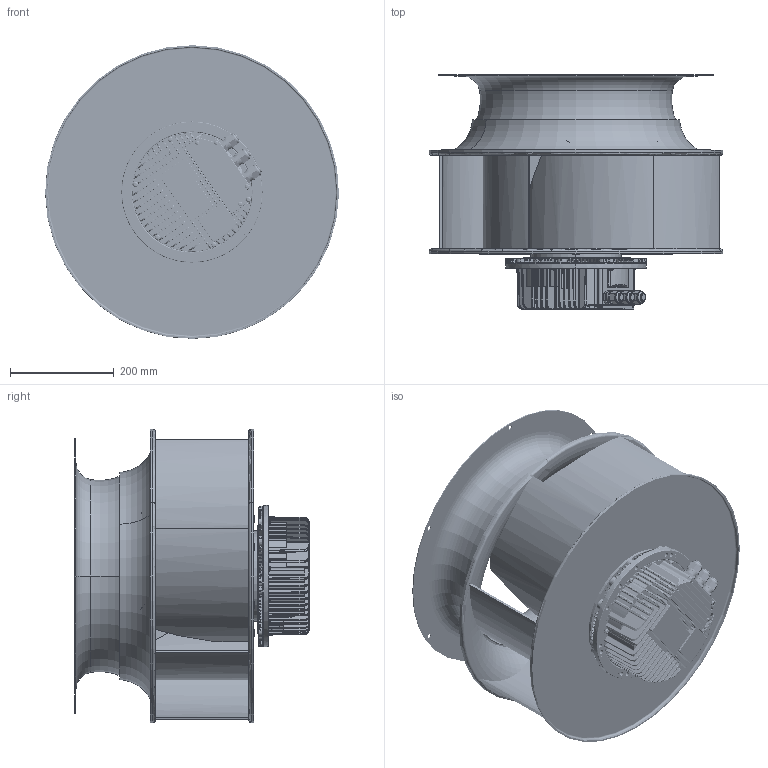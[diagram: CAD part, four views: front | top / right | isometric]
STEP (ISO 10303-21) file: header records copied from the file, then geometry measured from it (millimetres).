
FILE_DESCRIPTION((''),'2;1');
FILE_NAME('ASM0002_ASM','2017-11-07T',('CHESTER.YAN'),(''),'CREO PARAMETRIC BY PTC INC, 2015080','CREO PARAMETRIC BY PTC INC, 2015080','');
FILE_SCHEMA(('CONFIG_CONTROL_DESIGN'));
Products named in the file (18): PRT0005_1_1_1_1_1_1; PRT0005_1_2_1_1_1_1; PRT0005_1_3_1_1_1_1; PRT0005_1_ASM_1_1_ASM_1_1_ASM; PRT0006_1_1_2_1_1_1; PRT0006_1_1_2_2_1_1; PRT0006_1_1_2_3_1_1; PRT0006_1_1_2_4_1_1; PRT0006_1_1_2_5_1_1; PRT0006_1_1_2_6_1_1; PRT0006_1_1_2_7_1_1; PRT0006_1_1_2_ASM_1_1_ASM; OD150_CASE_1_1_1_1; ASM0003_ASM_1_1_ASM_1_1_ASM; ASM0001_ASM_1_1_ASM; PRT0002; 056_37R_NOZZLE_N5; ASM0002_ASM
Assembly tree (17 placements, depth 5):
  ASM0002_ASM
    ASM0001_ASM_1_1_ASM
      ASM0003_ASM_1_1_ASM_1_1_ASM
        PRT0005_1_ASM_1_1_ASM_1_1_ASM
          PRT0005_1_1_1_1_1_1
          PRT0005_1_2_1_1_1_1
          PRT0005_1_3_1_1_1_1
        PRT0006_1_1_2_ASM_1_1_ASM
          PRT0006_1_1_2_1_1_1
          PRT0006_1_1_2_2_1_1
          PRT0006_1_1_2_3_1_1
          PRT0006_1_1_2_4_1_1
          PRT0006_1_1_2_5_1_1
          PRT0006_1_1_2_6_1_1
          PRT0006_1_1_2_7_1_1
        OD150_CASE_1_1_1_1
    PRT0002
    056_37R_NOZZLE_N5
Bounding box: 566 x 452.1 x 566 mm (x, y, z)
Volume: 7454315.2 mm3; surface area: 2646343 mm2
Topology: 12 solids, 29 shells, 5804 faces, 14770 edges, 8936 vertices
Faces by surface type: cylinder 1712, bspline 1525, plane 1078, torus 786, cone 351, extrusion 211, sphere 76, revolution 65
Entity records: 322750 total; most frequent: CARTESIAN_POINT 194449, ORIENTED_EDGE 29017, DIRECTION 23440, EDGE_CURVE 14630, AXIS2_PLACEMENT_3D 9608, VERTEX_POINT 8936, EDGE_LOOP 6019, FACE_OUTER_BOUND 5804
